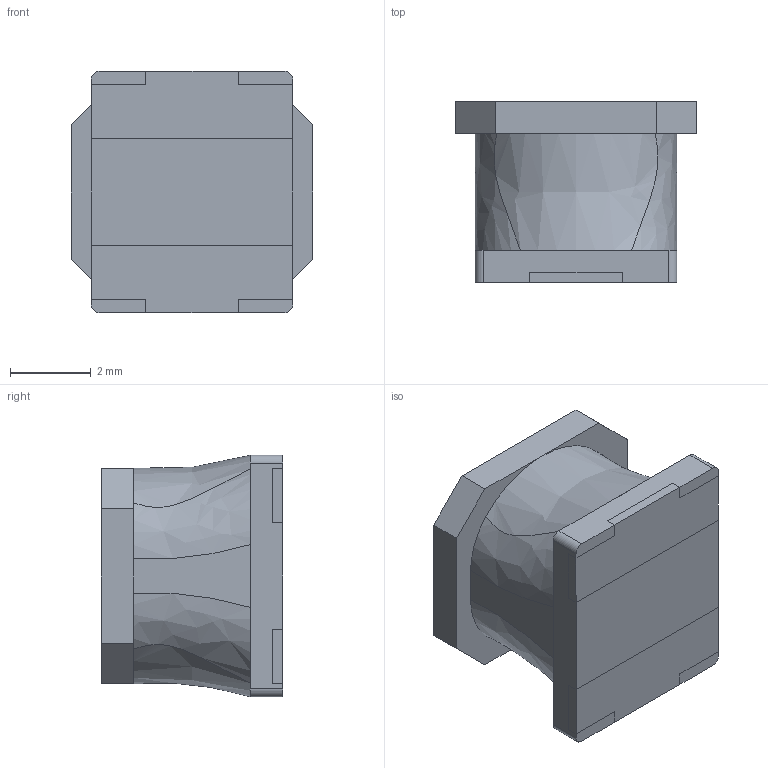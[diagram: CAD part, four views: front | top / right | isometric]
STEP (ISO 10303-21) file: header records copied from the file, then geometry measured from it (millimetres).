
FILE_DESCRIPTION (( 'STEP AP214' ), '1' );
FILE_NAME ('NR6045T330M.STEP', '2019-01-18T13:52:12', ( '' ), ( '' ), 'SwSTEP 2.0', 'SolidWorks 2017', '' );
FILE_SCHEMA (( 'AUTOMOTIVE_DESIGN' ));
Length unit declared in the file: millimetre
Products named in the file (1): NR6045T330M
Bounding box: 6 x 4.5 x 6 mm (x, y, z)
Volume: 113.9 mm3; surface area: 289 mm2
Topology: 5 solids, 5 shells, 67 faces, 171 edges, 114 vertices
Faces by surface type: plane 56, bspline 7, cylinder 4
Entity records: 2442 total; most frequent: CARTESIAN_POINT 788, ORIENTED_EDGE 342, DIRECTION 290, EDGE_CURVE 171, VECTOR 140, LINE 140, VERTEX_POINT 114, AXIS2_PLACEMENT_3D 75
